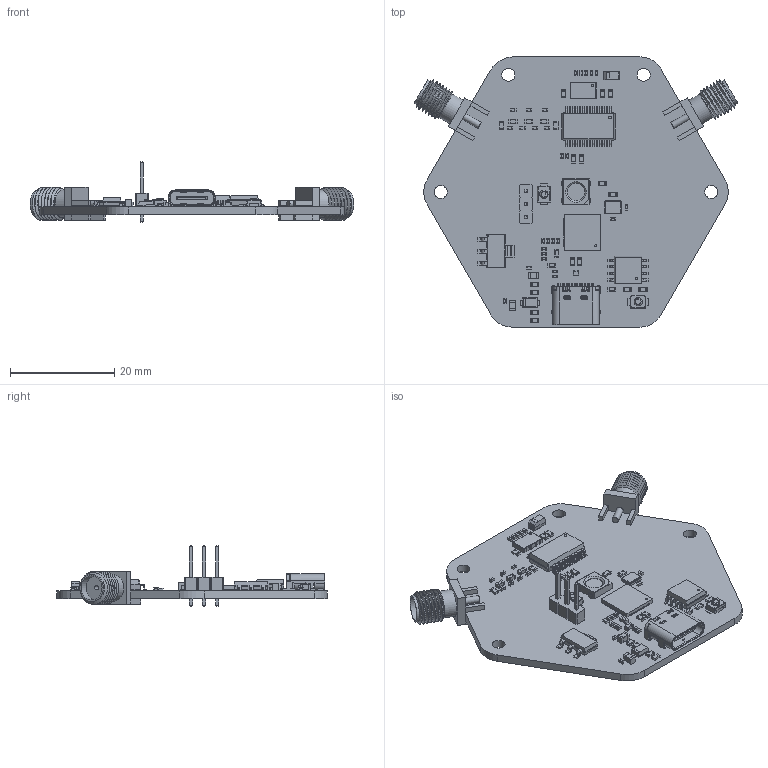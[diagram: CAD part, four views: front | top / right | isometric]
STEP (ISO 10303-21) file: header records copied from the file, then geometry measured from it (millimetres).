
FILE_DESCRIPTION(('KiCad electronic assembly'),'2;1');
FILE_NAME('hexaGenMini-v1.step','2025-09-19T17:57:48',('Pcbnew'),( 'Kicad'),'Open CASCADE STEP processor 7.5','KiCad to STEP converter' ,'Unknown');
FILE_SCHEMA(('AUTOMOTIVE_DESIGN { 1 0 10303 214 1 1 1 1 }'));
Length unit declared in the file: millimetre
Products named in the file (25): hexaGenMini-v1 1; R_0603_1608Metric; C_0603_1608Metric; C_0402_1005Metric; SW_SPST_B3U-1000P; PinHeader_1x03_P2.54mm_Vertical; C_0805_2012Metric; CP_EIA-3216-18_Kemet-A; LED_WS2812B_PLCC4_5.0x5.0mm_P3.2mm; SMA_Samtec_SMA-J-P-H-ST-EM1_EdgeMount; SOIC-8_5.3x5.3mm_P1.27mm; L_0603_1608Metric; Crystal_SMD_3225-4Pin_3.2x2.5mm; Oscillator_SMD_EuroQuartz_XO53-4Pin_5.0x3.2mm; SOT-223; USB_C_Receptacle_HRO_TYPE-C-31-M-12; ConPins; PcbPins; Mold; Frame; D_SMF; QFN-56-1EP_7x7mm_P0.4mm_EP3.2x3.2mm; SSOP-28_5.3x10.2mm_P0.65mm; Texas_DRT-3; hexaGenMini-v1_PCB
Assembly tree (73 placements, depth 3):
  hexaGenMini-v1 1
    R_0603_1608Metric  x17
    C_0603_1608Metric  x3
    C_0402_1005Metric  x27
    SW_SPST_B3U-1000P  x2
    PinHeader_1x03_P2.54mm_Vertical
    C_0805_2012Metric  x2
    CP_EIA-3216-18_Kemet-A
    LED_WS2812B_PLCC4_5.0x5.0mm_P3.2mm
    SMA_Samtec_SMA-J-P-H-ST-EM1_EdgeMount  x2
    SOIC-8_5.3x5.3mm_P1.27mm
    L_0603_1608Metric  x3
    Crystal_SMD_3225-4Pin_3.2x2.5mm
    Oscillator_SMD_EuroQuartz_XO53-4Pin_5.0x3.2mm
    SOT-223
    USB_C_Receptacle_HRO_TYPE-C-31-M-12
      ConPins
      PcbPins
      Mold
      Frame
    D_SMF
    QFN-56-1EP_7x7mm_P0.4mm_EP3.2x3.2mm
    SSOP-28_5.3x10.2mm_P0.65mm
    Texas_DRT-3
    hexaGenMini-v1_PCB
Bounding box: 62.23 x 51.96 x 11.54 mm (x, y, z)
Volume: 4470.2 mm3; surface area: 7614.1 mm2
Topology: 72 solids, 72 shells, 3737 faces, 9841 edges, 6291 vertices
Faces by surface type: plane 2546, cylinder 1006, bspline 110, sphere 36, torus 28, cone 11
Full cylindrical faces by diameter (mm): 0.4 x2, 0.5 x2, 0.65 x2, 0.84 x2, 1 x3, 1.27 x2, 1.6 x2, 2.5 x4, 3.333 x1, 4.63 x2, 5.2 x4, 6.33 x12
Entity records: 74634 total; most frequent: CARTESIAN_POINT 16796, ORIENTED_EDGE 12180, DIRECTION 11491, EDGE_CURVE 6087, LINE 4897, VECTOR 4897, VERTEX_POINT 3853, AXIS2_PLACEMENT_3D 3297
